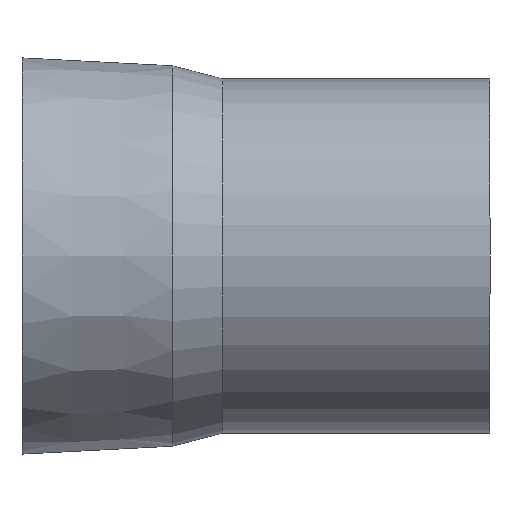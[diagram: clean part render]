
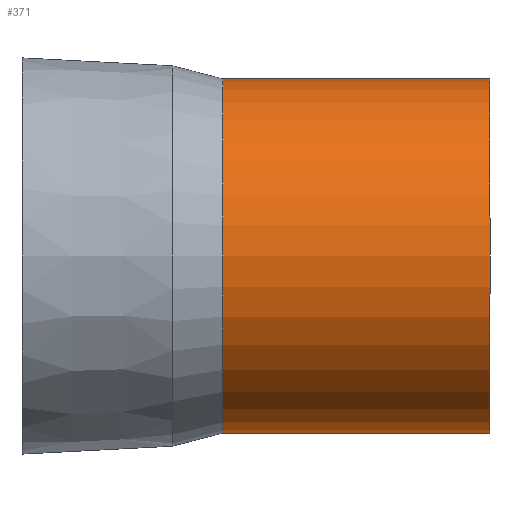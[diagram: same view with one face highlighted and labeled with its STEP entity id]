
A CAD part, front view. The second image highlights one B-rep face of the part: STEP entity #371.
In plain terms, the highlighted cylindrical face has radius 106 mm (diameter 212 mm), a partial arc.
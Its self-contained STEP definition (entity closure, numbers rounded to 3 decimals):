
#2 = CARTESIAN_POINT ( 'NONE',  ( 0., 0., -106. ) ) ;
#4 = AXIS2_PLACEMENT_3D ( 'NONE', #215, #181, #48 ) ;
#10 = CARTESIAN_POINT ( 'NONE',  ( 120., 0., 0. ) ) ;
#11 = EDGE_LOOP ( 'NONE', ( #192, #322, #200, #241 ) ) ;
#44 = LINE ( 'NONE', #236, #131 ) ;
#48 = DIRECTION ( 'NONE',  ( 0., 0., -1. ) ) ;
#50 = CIRCLE ( 'NONE', #4, 106. ) ;
#66 = DIRECTION ( 'NONE',  ( -1., 0., 0. ) ) ;
#70 = VERTEX_POINT ( 'NONE', #354 ) ;
#97 = EDGE_CURVE ( 'NONE', #316, #70, #282, .T. ) ;
#114 = CARTESIAN_POINT ( 'NONE',  ( 280., 0., 106. ) ) ;
#131 = VECTOR ( 'NONE', #324, 1000. ) ;
#164 = FACE_OUTER_BOUND ( 'NONE', #11, .T. ) ;
#167 = AXIS2_PLACEMENT_3D ( 'NONE', #247, #400, #178 ) ;
#177 = EDGE_CURVE ( 'NONE', #70, #244, #224, .T. ) ;
#178 = DIRECTION ( 'NONE',  ( 0., 0., -1. ) ) ;
#181 = DIRECTION ( 'NONE',  ( -1., 0., 0. ) ) ;
#192 = ORIENTED_EDGE ( 'NONE', *, *, #321, .T. ) ;
#200 = ORIENTED_EDGE ( 'NONE', *, *, #177, .F. ) ;
#215 = CARTESIAN_POINT ( 'NONE',  ( 280., 0., 0. ) ) ;
#224 = CIRCLE ( 'NONE', #380, 106. ) ;
#236 = CARTESIAN_POINT ( 'NONE',  ( 0., 0., 106. ) ) ;
#241 = ORIENTED_EDGE ( 'NONE', *, *, #97, .F. ) ;
#243 = EDGE_CURVE ( 'NONE', #269, #244, #44, .T. ) ;
#244 = VERTEX_POINT ( 'NONE', #317 ) ;
#247 = CARTESIAN_POINT ( 'NONE',  ( 0., 0., 0. ) ) ;
#269 = VERTEX_POINT ( 'NONE', #114 ) ;
#282 = LINE ( 'NONE', #2, #379 ) ;
#285 = CYLINDRICAL_SURFACE ( 'NONE', #167, 106. ) ;
#316 = VERTEX_POINT ( 'NONE', #404 ) ;
#317 = CARTESIAN_POINT ( 'NONE',  ( 120., 0., 106. ) ) ;
#321 = EDGE_CURVE ( 'NONE', #316, #269, #50, .T. ) ;
#322 = ORIENTED_EDGE ( 'NONE', *, *, #243, .T. ) ;
#324 = DIRECTION ( 'NONE',  ( -1., 0., 0. ) ) ;
#354 = CARTESIAN_POINT ( 'NONE',  ( 120., 0., -106. ) ) ;
#371 = ADVANCED_FACE ( 'NONE', ( #164 ), #285, .T. ) ;
#379 = VECTOR ( 'NONE', #66, 1000. ) ;
#380 = AXIS2_PLACEMENT_3D ( 'NONE', #10, #395, #398 ) ;
#395 = DIRECTION ( 'NONE',  ( -1., 0., 0. ) ) ;
#398 = DIRECTION ( 'NONE',  ( 0., 0., -1. ) ) ;
#400 = DIRECTION ( 'NONE',  ( -1., 0., 0. ) ) ;
#404 = CARTESIAN_POINT ( 'NONE',  ( 280., 0., -106. ) ) ;
